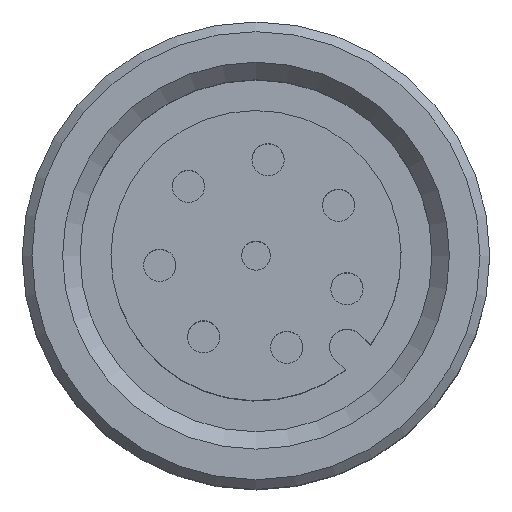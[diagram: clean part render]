
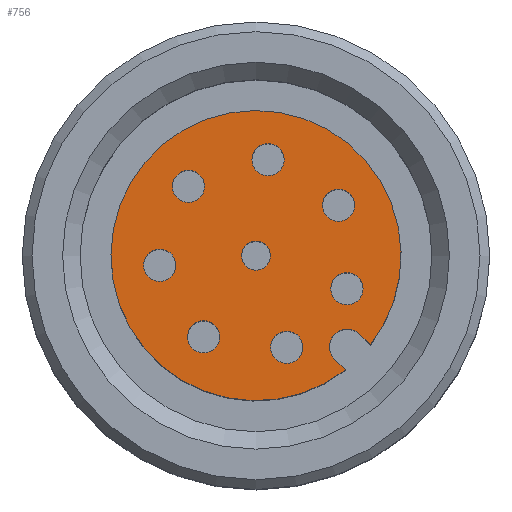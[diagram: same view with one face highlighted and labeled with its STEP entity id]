
A CAD part, top view. The second image highlights one B-rep face of the part: STEP entity #756.
In plain terms, the highlighted planar face has unit normal (0, 0, 1).
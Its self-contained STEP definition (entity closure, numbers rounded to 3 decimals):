
#24=LINE('',#1083,#32);
#27=LINE('',#1091,#35);
#32=VECTOR('',#934,1000.);
#35=VECTOR('',#943,1000.);
#131=ORIENTED_EDGE('',*,*,#195,.F.);
#132=ORIENTED_EDGE('',*,*,#193,.F.);
#133=ORIENTED_EDGE('',*,*,#191,.F.);
#134=ORIENTED_EDGE('',*,*,#189,.F.);
#135=ORIENTED_EDGE('',*,*,#187,.F.);
#136=ORIENTED_EDGE('',*,*,#185,.F.);
#137=ORIENTED_EDGE('',*,*,#183,.F.);
#138=ORIENTED_EDGE('',*,*,#181,.F.);
#139=ORIENTED_EDGE('',*,*,#175,.T.);
#140=ORIENTED_EDGE('',*,*,#177,.T.);
#141=ORIENTED_EDGE('',*,*,#179,.T.);
#142=ORIENTED_EDGE('',*,*,#196,.F.);
#175=EDGE_CURVE('',#219,#220,#24,.T.);
#177=EDGE_CURVE('',#220,#221,#259,.T.);
#179=EDGE_CURVE('',#221,#222,#27,.T.);
#181=EDGE_CURVE('',#224,#224,#261,.T.);
#183=EDGE_CURVE('',#226,#226,#263,.T.);
#185=EDGE_CURVE('',#228,#228,#265,.T.);
#187=EDGE_CURVE('',#230,#230,#267,.T.);
#189=EDGE_CURVE('',#232,#232,#269,.T.);
#191=EDGE_CURVE('',#234,#234,#271,.T.);
#193=EDGE_CURVE('',#236,#236,#273,.T.);
#195=EDGE_CURVE('',#238,#238,#275,.T.);
#196=EDGE_CURVE('',#219,#222,#276,.T.);
#219=VERTEX_POINT('',#1080);
#220=VERTEX_POINT('',#1082);
#221=VERTEX_POINT('',#1086);
#222=VERTEX_POINT('',#1090);
#224=VERTEX_POINT('',#1096);
#226=VERTEX_POINT('',#1101);
#228=VERTEX_POINT('',#1106);
#230=VERTEX_POINT('',#1111);
#232=VERTEX_POINT('',#1116);
#234=VERTEX_POINT('',#1121);
#236=VERTEX_POINT('',#1126);
#238=VERTEX_POINT('',#1131);
#259=CIRCLE('',#811,4.5);
#261=CIRCLE('',#815,0.5);
#263=CIRCLE('',#818,0.5);
#265=CIRCLE('',#821,0.5);
#267=CIRCLE('',#824,0.5);
#269=CIRCLE('',#827,0.45);
#271=CIRCLE('',#830,0.5);
#273=CIRCLE('',#833,0.5);
#275=CIRCLE('',#836,0.5);
#276=CIRCLE('',#838,0.55);
#334=EDGE_LOOP('',(#131));
#335=EDGE_LOOP('',(#132));
#336=EDGE_LOOP('',(#133));
#337=EDGE_LOOP('',(#134));
#338=EDGE_LOOP('',(#135));
#339=EDGE_LOOP('',(#136));
#340=EDGE_LOOP('',(#137));
#341=EDGE_LOOP('',(#138));
#342=EDGE_LOOP('',(#139,#140,#141,#142));
#408=FACE_BOUND('',#334,.T.);
#409=FACE_BOUND('',#335,.T.);
#410=FACE_BOUND('',#336,.T.);
#411=FACE_BOUND('',#337,.T.);
#412=FACE_BOUND('',#338,.T.);
#413=FACE_BOUND('',#339,.T.);
#414=FACE_BOUND('',#340,.T.);
#415=FACE_BOUND('',#341,.T.);
#416=FACE_BOUND('',#342,.T.);
#433=PLANE('',#839);
#756=ADVANCED_FACE('',(#408,#409,#410,#411,#412,#413,#414,#415,#416),#433,
 .T.);
#811=AXIS2_PLACEMENT_3D('',#1087,#938,#939);
#815=AXIS2_PLACEMENT_3D('',#1095,#948,#949);
#818=AXIS2_PLACEMENT_3D('',#1100,#954,#955);
#821=AXIS2_PLACEMENT_3D('',#1105,#960,#961);
#824=AXIS2_PLACEMENT_3D('',#1110,#966,#967);
#827=AXIS2_PLACEMENT_3D('',#1115,#972,#973);
#830=AXIS2_PLACEMENT_3D('',#1120,#978,#979);
#833=AXIS2_PLACEMENT_3D('',#1125,#984,#985);
#836=AXIS2_PLACEMENT_3D('',#1130,#990,#991);
#838=AXIS2_PLACEMENT_3D('',#1133,#994,#995);
#839=AXIS2_PLACEMENT_3D('',#1134,#996,#997);
#934=DIRECTION('',(0.707,-0.707,0.));
#938=DIRECTION('',(0.,0.,1.));
#939=DIRECTION('',(1.,0.,0.));
#943=DIRECTION('',(-0.707,0.707,0.));
#948=DIRECTION('',(0.,0.,1.));
#949=DIRECTION('',(1.,0.,0.));
#954=DIRECTION('',(0.,0.,1.));
#955=DIRECTION('',(1.,0.,0.));
#960=DIRECTION('',(0.,0.,1.));
#961=DIRECTION('',(1.,0.,0.));
#966=DIRECTION('',(0.,0.,1.));
#967=DIRECTION('',(1.,0.,0.));
#972=DIRECTION('',(0.,0.,1.));
#973=DIRECTION('',(1.,0.,0.));
#978=DIRECTION('',(0.,0.,1.));
#979=DIRECTION('',(1.,0.,0.));
#984=DIRECTION('',(0.,0.,1.));
#985=DIRECTION('',(1.,0.,0.));
#990=DIRECTION('',(0.,0.,1.));
#991=DIRECTION('',(1.,0.,0.));
#994=DIRECTION('',(0.,0.,1.));
#995=DIRECTION('',(1.,0.,0.));
#996=DIRECTION('',(0.,0.,1.));
#997=DIRECTION('',(1.,0.,0.));
#1080=CARTESIAN_POINT('',(3.217,-2.44,45.35));
#1082=CARTESIAN_POINT('',(3.547,-2.769,45.35));
#1083=CARTESIAN_POINT('',(3.217,-2.44,45.35));
#1086=CARTESIAN_POINT('',(2.769,-3.547,45.35));
#1087=CARTESIAN_POINT('',(0.,0.,45.35));
#1090=CARTESIAN_POINT('',(2.44,-3.217,45.35));
#1091=CARTESIAN_POINT('',(2.769,-3.547,45.35));
#1095=CARTESIAN_POINT('',(2.819,-1.026,45.35));
#1096=CARTESIAN_POINT('',(3.319,-1.026,45.35));
#1100=CARTESIAN_POINT('',(2.56,1.564,45.35));
#1101=CARTESIAN_POINT('',(3.06,1.564,45.35));
#1105=CARTESIAN_POINT('',(0.955,-2.844,45.35));
#1106=CARTESIAN_POINT('',(1.455,-2.844,45.35));
#1110=CARTESIAN_POINT('',(0.373,2.977,45.35));
#1111=CARTESIAN_POINT('',(0.873,2.977,45.35));
#1115=CARTESIAN_POINT('',(0.,0.,45.35));
#1116=CARTESIAN_POINT('',(0.45,0.,45.35));
#1120=CARTESIAN_POINT('',(-1.628,-2.52,45.35));
#1121=CARTESIAN_POINT('',(-1.128,-2.52,45.35));
#1125=CARTESIAN_POINT('',(-2.095,2.148,45.35));
#1126=CARTESIAN_POINT('',(-1.595,2.148,45.35));
#1130=CARTESIAN_POINT('',(-2.985,-0.299,45.35));
#1131=CARTESIAN_POINT('',(-2.485,-0.299,45.35));
#1133=CARTESIAN_POINT('',(2.828,-2.828,45.35));
#1134=CARTESIAN_POINT('',(0.,0.,45.35));
